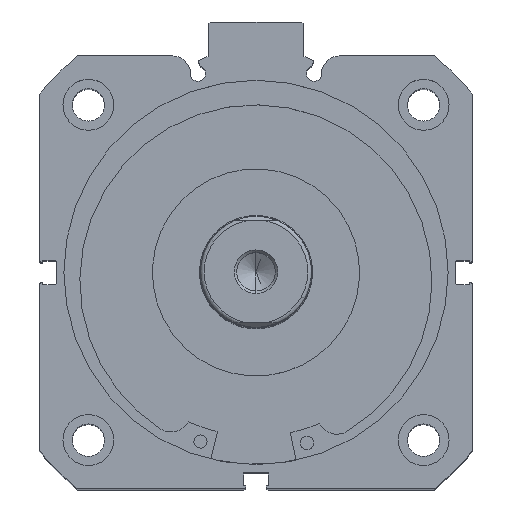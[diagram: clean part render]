
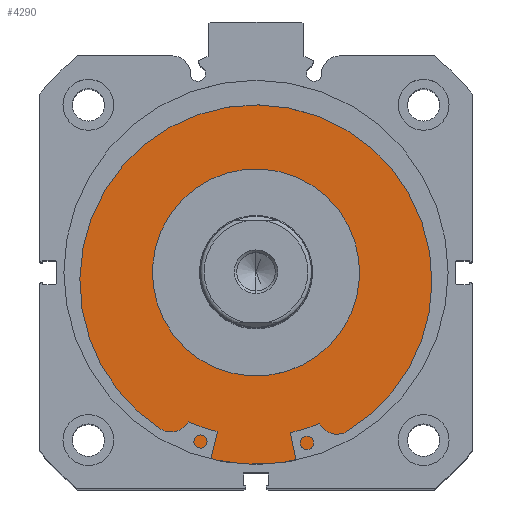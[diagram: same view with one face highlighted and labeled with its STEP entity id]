
A CAD part, top view. The second image highlights one B-rep face of the part: STEP entity #4290.
In plain terms, the highlighted face is planar.
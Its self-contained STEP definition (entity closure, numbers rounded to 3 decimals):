
#290 = CARTESIAN_POINT ( 'NONE',  ( 5.5, 0., 27.5 ) ) ;
#291 = CARTESIAN_POINT ( 'NONE',  ( 5.5, 0., -27.5 ) ) ;
#302 = CARTESIAN_POINT ( 'NONE',  ( 5.5, 0., -51. ) ) ;
#306 = CARTESIAN_POINT ( 'NONE',  ( 5.5, 0., 51. ) ) ;
#427 = VERTEX_POINT ( 'NONE', #306 ) ;
#429 = VERTEX_POINT ( 'NONE', #302 ) ;
#435 = VERTEX_POINT ( 'NONE', #291 ) ;
#436 = VERTEX_POINT ( 'NONE', #290 ) ;
#1751 = CARTESIAN_POINT ( 'NONE',  ( 5.5, 0., 0. ) ) ;
#1752 = DIRECTION ( 'NONE',  ( -1., 0., 0. ) ) ;
#1753 = DIRECTION ( 'NONE',  ( 0., 0., 1. ) ) ;
#1762 = CARTESIAN_POINT ( 'NONE',  ( 5.5, 0., 0. ) ) ;
#1763 = DIRECTION ( 'NONE',  ( -1., 0., 0. ) ) ;
#1765 = DIRECTION ( 'NONE',  ( 0., 0., 1. ) ) ;
#1780 = CARTESIAN_POINT ( 'NONE',  ( 5.5, 0., 0. ) ) ;
#1784 = CARTESIAN_POINT ( 'NONE',  ( 5.5, 0., 0. ) ) ;
#1788 = DIRECTION ( 'NONE',  ( -1., 0., 0. ) ) ;
#1789 = DIRECTION ( 'NONE',  ( 0., 0., 1. ) ) ;
#1791 = DIRECTION ( 'NONE',  ( -1., 0., 0. ) ) ;
#1792 = DIRECTION ( 'NONE',  ( 0., 0., 1. ) ) ;
#2211 = CIRCLE ( 'NONE', #6263, 51. ) ;
#2218 = CIRCLE ( 'NONE', #6267, 27.5 ) ;
#2226 = CIRCLE ( 'NONE', #6271, 27.5 ) ;
#2228 = CIRCLE ( 'NONE', #6272, 51. ) ;
#3830 = DIRECTION ( 'NONE',  ( 0., 0., -1. ) ) ;
#3833 = DIRECTION ( 'NONE',  ( 1., 0., 0. ) ) ;
#3839 = PLANE ( 'NONE',  #5788 ) ;
#3846 = CARTESIAN_POINT ( 'NONE',  ( 5.5, 51., 0. ) ) ;
#4290 = ADVANCED_FACE ( 'NONE', ( #6466, #6475 ), #3839, .F. ) ;
#4626 = EDGE_LOOP ( 'NONE', ( #6425, #6426 ) ) ;
#4627 = EDGE_LOOP ( 'NONE', ( #4791, #6424 ) ) ;
#4791 = ORIENTED_EDGE ( 'NONE', *, *, #5757, .F. ) ;
#5752 = EDGE_CURVE ( 'NONE', #427, #429, #2211, .T. ) ;
#5757 = EDGE_CURVE ( 'NONE', #436, #435, #2218, .T. ) ;
#5765 = EDGE_CURVE ( 'NONE', #435, #436, #2226, .T. ) ;
#5766 = EDGE_CURVE ( 'NONE', #429, #427, #2228, .T. ) ;
#5788 = AXIS2_PLACEMENT_3D ( 'NONE', #3846, #3833, #3830 ) ;
#6263 = AXIS2_PLACEMENT_3D ( 'NONE', #1751, #1752, #1753 ) ;
#6267 = AXIS2_PLACEMENT_3D ( 'NONE', #1762, #1763, #1765 ) ;
#6271 = AXIS2_PLACEMENT_3D ( 'NONE', #1780, #1788, #1789 ) ;
#6272 = AXIS2_PLACEMENT_3D ( 'NONE', #1784, #1791, #1792 ) ;
#6424 = ORIENTED_EDGE ( 'NONE', *, *, #5765, .F. ) ;
#6425 = ORIENTED_EDGE ( 'NONE', *, *, #5752, .T. ) ;
#6426 = ORIENTED_EDGE ( 'NONE', *, *, #5766, .T. ) ;
#6466 = FACE_BOUND ( 'NONE', #4627, .T. ) ;
#6475 = FACE_OUTER_BOUND ( 'NONE', #4626, .T. ) ;
